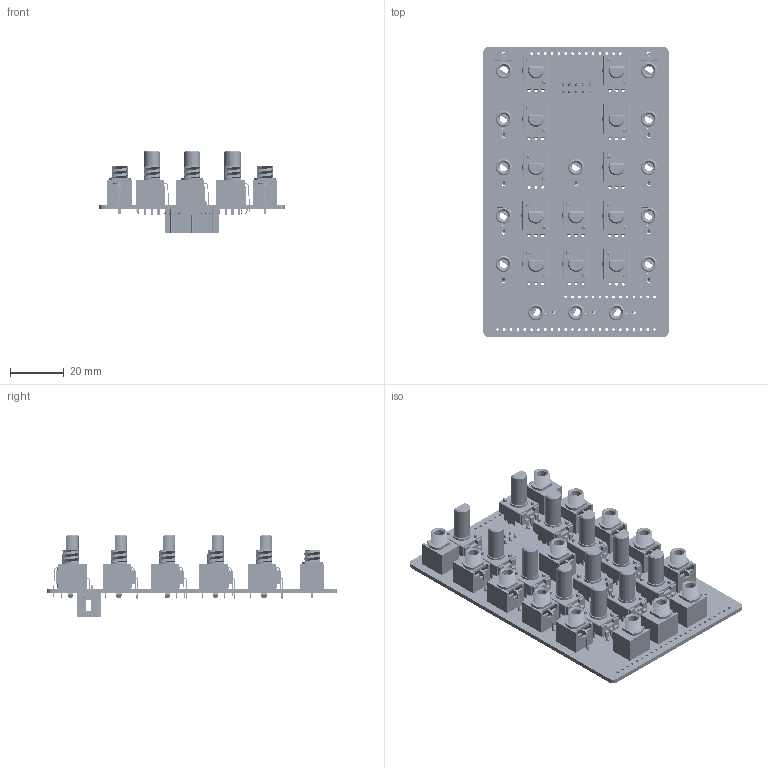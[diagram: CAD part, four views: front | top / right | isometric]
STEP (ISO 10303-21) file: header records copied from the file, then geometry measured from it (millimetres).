
FILE_DESCRIPTION(('KiCad electronic assembly'),'2;1');
FILE_NAME('jackboard.step','2020-07-07T23:23:04',('An Author'),( 'A Company'),'Open CASCADE STEP processor 6.9', 'KiCad to STEP converter','Unknown');
FILE_SCHEMA(('AUTOMOTIVE_DESIGN { 1 0 10303 214 1 1 1 1 }'));
Length unit declared in the file: millimetre
Products named in the file (8): Open CASCADE STEP translator 6.9 1; ptv09a-4x20f-xxxx; COMPOUND; User_Library-PJ301M-12_Thonkiconn_v0_2; wurth-61201021621
Assembly tree (31 placements, depth 3):
  Open CASCADE STEP translator 6.9 1
    ptv09a-4x20f-xxxx  x12
      COMPOUND
    User_Library-PJ301M-12_Thonkiconn_v0_2  x14
      COMPOUND
    wurth-61201021621
      COMPOUND
    COMPOUND
Bounding box: 69 x 108 x 30.62 mm (x, y, z)
Volume: 21390.3 mm3; surface area: 48955.8 mm2
Topology: 64 solids, 102 shells, 4311 faces, 11545 edges, 7652 vertices
Faces by surface type: plane 2990, cylinder 1129, torus 96, cone 68, bspline 28
Full cylindrical faces by diameter (mm): 0.85 x6, 0.998 x52, 1 x36, 1.016 x10, 1.1 x42, 3 x14, 6 x14
Entity records: 63282 total; most frequent: CARTESIAN_POINT 15436, DIRECTION 8659, LINE 5255, VECTOR 5255, ORIENTED_EDGE 4384, PCURVE 4384, DEFINITIONAL_REPRESENTATION 4384, EDGE_CURVE 2197
